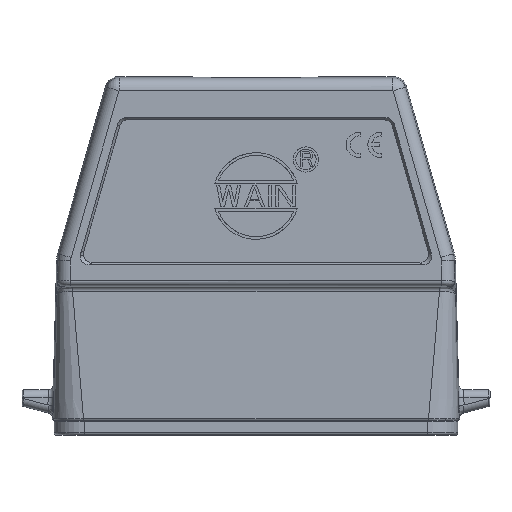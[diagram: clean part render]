
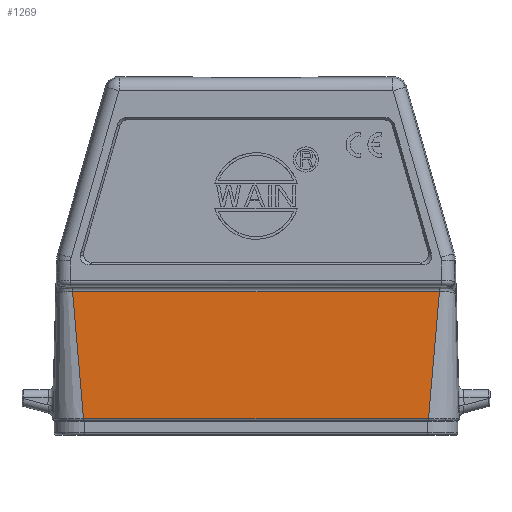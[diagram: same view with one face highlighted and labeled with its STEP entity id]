
A CAD part, top view. The second image highlights one B-rep face of the part: STEP entity #1269.
In plain terms, the highlighted planar face has unit normal (0, 0, 1).
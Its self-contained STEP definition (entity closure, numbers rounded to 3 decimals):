
#675=FACE_OUTER_BOUND('',#2618,.T.);
#1269=ADVANCED_FACE('NONE',(#675),#1783,.T.);
#1783=PLANE('',#10628);
#2618=EDGE_LOOP('',(#6126,#6127,#6128,#6129));
#3527=LINE('',#16049,#4401);
#3530=LINE('',#16149,#4404);
#3532=LINE('',#16256,#4406);
#3533=LINE('',#16258,#4407);
#4401=VECTOR('',#12328,1.);
#4404=VECTOR('',#12335,1.);
#4406=VECTOR('',#12345,1.);
#4407=VECTOR('',#12346,1.);
#6126=ORIENTED_EDGE('',*,*,#9371,.T.);
#6127=ORIENTED_EDGE('',*,*,#9381,.F.);
#6128=ORIENTED_EDGE('',*,*,#9382,.F.);
#6129=ORIENTED_EDGE('',*,*,#9362,.T.);
#8198=VERTEX_POINT('',#16048);
#8199=VERTEX_POINT('',#16050);
#8203=VERTEX_POINT('',#16148);
#8209=VERTEX_POINT('',#16257);
#9362=EDGE_CURVE('NONE',#8199,#8198,#3527,.T.);
#9371=EDGE_CURVE('NONE',#8198,#8203,#3530,.T.);
#9381=EDGE_CURVE('NONE',#8209,#8203,#3532,.T.);
#9382=EDGE_CURVE('NONE',#8199,#8209,#3533,.T.);
#10628=AXIS2_PLACEMENT_3D('',#16259,#12347,#12348);
#12328=DIRECTION('',(-1.,0.,0.));
#12335=DIRECTION('',(0.086,-0.996,0.));
#12345=DIRECTION('',(-1.,0.,0.));
#12346=DIRECTION('',(-0.086,-0.996,0.));
#12347=DIRECTION('',(0.,0.,1.));
#12348=DIRECTION('',(1.,0.,0.));
#16048=CARTESIAN_POINT('',(-36.039,25.258,14.75));
#16049=CARTESIAN_POINT('',(-40.,25.258,14.75));
#16050=CARTESIAN_POINT('',(36.039,25.258,14.75));
#16148=CARTESIAN_POINT('',(-33.887,0.3,14.75));
#16149=CARTESIAN_POINT('',(-36.039,25.258,14.75));
#16256=CARTESIAN_POINT('',(36.304,0.3,14.75));
#16257=CARTESIAN_POINT('',(33.887,0.3,14.75));
#16258=CARTESIAN_POINT('',(-42991.201,-499000.,14.75));
#16259=CARTESIAN_POINT('',(-40.,0.,14.75));
